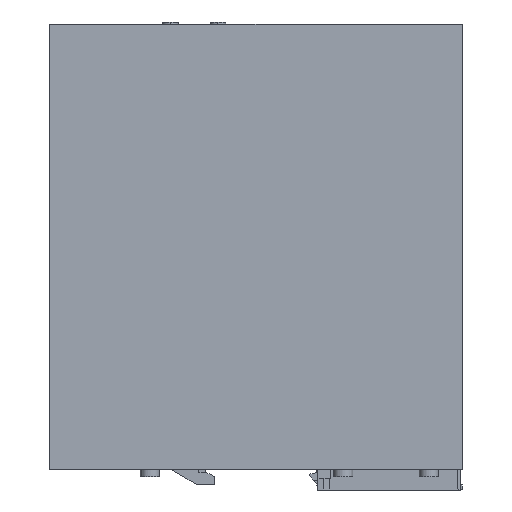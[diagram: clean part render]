
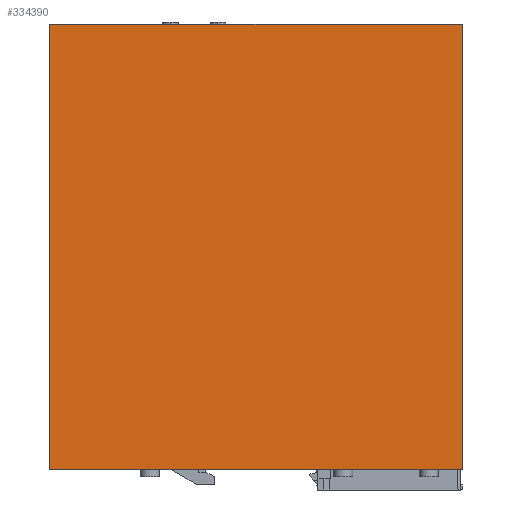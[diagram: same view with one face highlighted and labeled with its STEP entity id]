
A CAD part, left-side view. The second image highlights one B-rep face of the part: STEP entity #334390.
In plain terms, the highlighted face is planar.
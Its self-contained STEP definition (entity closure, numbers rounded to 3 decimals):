
#70140=CARTESIAN_POINT('',(57.048,-56.704,
172.378));
#70150=VERTEX_POINT('',#70140);
#70180=CARTESIAN_POINT('',(57.048,-63.304,
172.378));
#70190=DIRECTION('',(0.,1.,0.));
#70200=VECTOR('',#70190,1.);
#70210=LINE('',#70180,#70200);
#70220=CARTESIAN_POINT('',(57.048,83.546,
172.378));
#70230=VERTEX_POINT('',#70220);
#70240=EDGE_CURVE('',#70150,#70230,#70210,.T.);
#175690=CARTESIAN_POINT('',(-72.952,83.546,
172.378));
#175700=VERTEX_POINT('',#175690);
#175750=CARTESIAN_POINT('',(57.048,83.546,
172.378));
#175760=DIRECTION('',(-1.,0.,0.));
#175770=VECTOR('',#175760,1.);
#175780=LINE('',#175750,#175770);
#175790=EDGE_CURVE('',#70230,#175700,#175780,.T.);
#333420=CARTESIAN_POINT('',(-72.952,-56.704,
172.378));
#333430=VERTEX_POINT('',#333420);
#333590=CARTESIAN_POINT('',(-72.952,-63.304,
172.378));
#333600=DIRECTION('',(0.,1.,0.));
#333610=VECTOR('',#333600,1.);
#333620=LINE('',#333590,#333610);
#333630=EDGE_CURVE('',#333430,#175700,#333620,.T.);
#334230=CARTESIAN_POINT('',(57.048,-53.704,
172.378));
#334240=DIRECTION('',(0.,0.,1.));
#334250=DIRECTION('',(-1.,0.,0.));
#334260=AXIS2_PLACEMENT_3D('',#334230,#334240,#334250);
#334270=PLANE('',#334260);
#334280=CARTESIAN_POINT('',(57.048,-56.704,
172.378));
#334290=DIRECTION('',(-1.,0.,0.));
#334300=VECTOR('',#334290,1.);
#334310=LINE('',#334280,#334300);
#334320=EDGE_CURVE('',#70150,#333430,#334310,.T.);
#334330=ORIENTED_EDGE('',*,*,#334320,.F.);
#334340=ORIENTED_EDGE('',*,*,#333630,.F.);
#334350=ORIENTED_EDGE('',*,*,#175790,.T.);
#334360=ORIENTED_EDGE('',*,*,#70240,.T.);
#334370=EDGE_LOOP('',(#334360,#334350,#334340,#334330));
#334380=FACE_OUTER_BOUND('',#334370,.T.);
#334390=ADVANCED_FACE('',(#334380),#334270,.T.);
